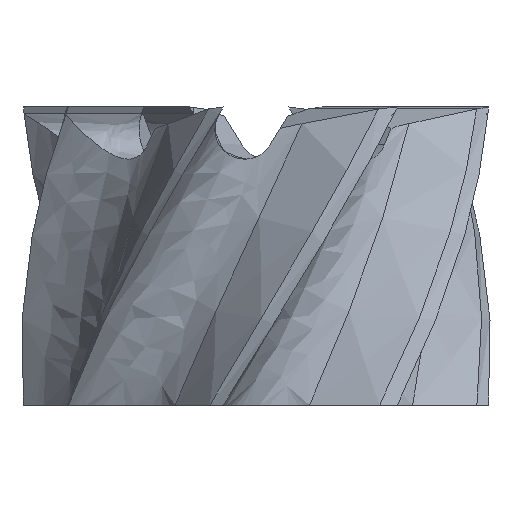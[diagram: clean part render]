
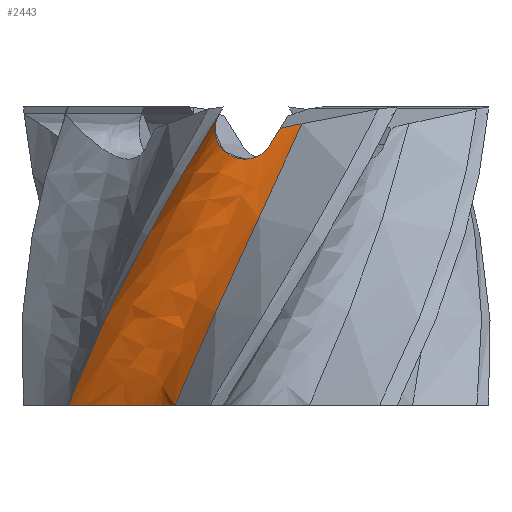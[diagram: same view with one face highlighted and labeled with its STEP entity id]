
A CAD part, front view. The second image highlights one B-rep face of the part: STEP entity #2443.
In plain terms, the highlighted free-form (B-spline) face has degree [5, 2] with [6, 3] control points.
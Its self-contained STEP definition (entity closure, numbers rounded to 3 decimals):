
#1121 = VERTEX_POINT('',#1122);
#1122 = CARTESIAN_POINT('',(2.325,-27.793,
    43.173));
#1127 = EDGE_CURVE('',#1128,#1121,#1130,.T.);
#1128 = VERTEX_POINT('',#1129);
#1129 = CARTESIAN_POINT('',(3.986,-27.677,
    45.884));
#1130 = B_SPLINE_CURVE_WITH_KNOTS('',5,(#1131,#1132,#1133,#1134,#1135,
    #1136),.UNSPECIFIED.,.F.,.F.,(6,6),(4.795,8.42),
  .PIECEWISE_BEZIER_KNOTS.);
#1131 = CARTESIAN_POINT('',(3.986,-27.677,
    45.884));
#1132 = CARTESIAN_POINT('',(3.654,-27.707,
    45.342));
#1133 = CARTESIAN_POINT('',(3.322,-27.734,
    44.8));
#1134 = CARTESIAN_POINT('',(2.99,-27.757,
    44.258));
#1135 = CARTESIAN_POINT('',(2.658,-27.777,
    43.716));
#1136 = CARTESIAN_POINT('',(2.325,-27.793,
    43.173));
#1153 = EDGE_CURVE('',#1154,#1121,#1156,.T.);
#1154 = VERTEX_POINT('',#1155);
#1155 = CARTESIAN_POINT('',(-6.161,-38.465,
    48.257));
#1156 = B_SPLINE_CURVE_WITH_KNOTS('',5,(#1157,#1158,#1159,#1160,#1161,
    #1162,#1163,#1164,#1165,#1166,#1167,#1168,#1169,#1170,#1171,#1172,
    #1173,#1174,#1175,#1176,#1177,#1178,#1179,#1180,#1181,#1182,#1183),
  .UNSPECIFIED.,.F.,.F.,(6,3,3,3,3,3,3,3,6),(0.,0.532,
    1.065,2.666,5.067,11.864,
    17.075,20.358,23.403),.UNSPECIFIED.);
#1157 = CARTESIAN_POINT('',(-6.161,-38.465,
    48.257));
#1158 = CARTESIAN_POINT('',(-6.187,-38.39,
    48.214));
#1159 = CARTESIAN_POINT('',(-6.211,-38.314,
    48.172));
#1160 = CARTESIAN_POINT('',(-6.235,-38.238,
    48.128));
#1161 = CARTESIAN_POINT('',(-6.281,-38.086,
    48.041));
#1162 = CARTESIAN_POINT('',(-6.325,-37.935,
    47.954));
#1163 = CARTESIAN_POINT('',(-6.347,-37.858,
    47.91));
#1164 = CARTESIAN_POINT('',(-6.431,-37.554,
    47.732));
#1165 = CARTESIAN_POINT('',(-6.507,-37.249,
    47.55));
#1166 = CARTESIAN_POINT('',(-6.559,-37.02,
    47.411));
#1167 = CARTESIAN_POINT('',(-6.675,-36.449,
    47.057));
#1168 = CARTESIAN_POINT('',(-6.759,-35.88,
    46.689));
#1169 = CARTESIAN_POINT('',(-6.797,-35.54,
    46.464));
#1170 = CARTESIAN_POINT('',(-6.893,-34.245,
    45.588));
#1171 = CARTESIAN_POINT('',(-6.791,-32.989,
    44.665));
#1172 = CARTESIAN_POINT('',(-6.594,-32.095,
    43.974));
#1173 = CARTESIAN_POINT('',(-5.996,-30.597,
    42.756));
#1174 = CARTESIAN_POINT('',(-4.845,-29.356,
    41.7));
#1175 = CARTESIAN_POINT('',(-4.23,-28.877,
    41.29));
#1176 = CARTESIAN_POINT('',(-2.978,-28.261,
    40.792));
#1177 = CARTESIAN_POINT('',(-1.468,-27.95,
    40.776));
#1178 = CARTESIAN_POINT('',(-0.86,-27.878,
    40.86));
#1179 = CARTESIAN_POINT('',(0.287,-27.811,
    41.217));
#1180 = CARTESIAN_POINT('',(1.279,-27.811,
    41.896));
#1181 = CARTESIAN_POINT('',(1.698,-27.812,
    42.286));
#1182 = CARTESIAN_POINT('',(2.046,-27.806,
    42.718));
#1183 = CARTESIAN_POINT('',(2.325,-27.793,
    43.173));
#2141 = VERTEX_POINT('',#2142);
#2142 = CARTESIAN_POINT('',(-13.427,-25.98,
    0.));
#2147 = EDGE_CURVE('',#2141,#2148,#2150,.T.);
#2148 = VERTEX_POINT('',#2149);
#2149 = CARTESIAN_POINT('',(-31.111,-23.444,0.));
#2150 = ( BOUNDED_CURVE() B_SPLINE_CURVE(2,(#2151,#2152,#2153),
.UNSPECIFIED.,.F.,.F.) B_SPLINE_CURVE_WITH_KNOTS((3,3),(0.497,
2.36),.PIECEWISE_BEZIER_KNOTS.) CURVE() 
GEOMETRIC_REPRESENTATION_ITEM() RATIONAL_B_SPLINE_CURVE((1.,
0.597,1.)) REPRESENTATION_ITEM('') );
#2151 = CARTESIAN_POINT('',(-13.427,-25.98,0.));
#2152 = CARTESIAN_POINT('',(-20.563,-12.817,0.));
#2153 = CARTESIAN_POINT('',(-31.111,-23.444,0.));
#2205 = EDGE_CURVE('',#2141,#2206,#2208,.T.);
#2206 = VERTEX_POINT('',#2207);
#2207 = CARTESIAN_POINT('',(7.636,-28.23,
    46.682));
#2208 = B_SPLINE_CURVE_WITH_KNOTS('',5,(#2209,#2210,#2211,#2212,#2213,
    #2214),.UNSPECIFIED.,.F.,.F.,(6,6),(0.,43.477),
  .PIECEWISE_BEZIER_KNOTS.);
#2209 = CARTESIAN_POINT('',(-13.427,-25.98,
    0.));
#2210 = CARTESIAN_POINT('',(-9.575,-27.971,
    9.337));
#2211 = CARTESIAN_POINT('',(-5.355,-29.247,
    18.674));
#2212 = CARTESIAN_POINT('',(-0.944,-29.719,
    28.008));
#2213 = CARTESIAN_POINT('',(3.451,-29.362,
    37.344));
#2214 = CARTESIAN_POINT('',(7.636,-28.23,
    46.682));
#2443 = ADVANCED_FACE('',(#2444),#2466,.F.);
#2444 = FACE_BOUND('',#2445,.F.);
#2445 = EDGE_LOOP('',(#2446,#2447,#2448,#2457,#2458,#2459));
#2446 = ORIENTED_EDGE('',*,*,#2205,.F.);
#2447 = ORIENTED_EDGE('',*,*,#2147,.T.);
#2448 = ORIENTED_EDGE('',*,*,#2449,.T.);
#2449 = EDGE_CURVE('',#2148,#1154,#2450,.T.);
#2450 = B_SPLINE_CURVE_WITH_KNOTS('',5,(#2451,#2452,#2453,#2454,#2455,
    #2456),.UNSPECIFIED.,.F.,.F.,(6,6),(0.,44.945),
  .PIECEWISE_BEZIER_KNOTS.);
#2451 = CARTESIAN_POINT('',(-31.111,-23.444,
    0.));
#2452 = CARTESIAN_POINT('',(-27.518,-28.212,
    9.652));
#2453 = CARTESIAN_POINT('',(-23.012,-32.291,
    19.304));
#2454 = CARTESIAN_POINT('',(-17.77,-35.447,
    28.953));
#2455 = CARTESIAN_POINT('',(-12.056,-37.521,
    38.605));
#2456 = CARTESIAN_POINT('',(-6.161,-38.465,
    48.257));
#2457 = ORIENTED_EDGE('',*,*,#1153,.T.);
#2458 = ORIENTED_EDGE('',*,*,#1127,.F.);
#2459 = ORIENTED_EDGE('',*,*,#2460,.F.);
#2460 = EDGE_CURVE('',#2206,#1128,#2461,.T.);
#2461 = B_SPLINE_CURVE_WITH_KNOTS('',3,(#2462,#2463,#2464,#2465),
  .UNSPECIFIED.,.F.,.F.,(4,4),(0.,4.326),
  .PIECEWISE_BEZIER_KNOTS.);
#2462 = CARTESIAN_POINT('',(7.636,-28.23,
    46.682));
#2463 = CARTESIAN_POINT('',(6.494,-27.893,
    46.474));
#2464 = CARTESIAN_POINT('',(5.253,-27.705,
    46.203));
#2465 = CARTESIAN_POINT('',(3.986,-27.677,
    45.884));
#2466 = ( BOUNDED_SURFACE() B_SPLINE_SURFACE(5,2,(
    (#2467,#2468,#2469)
    ,(#2470,#2471,#2472)
    ,(#2473,#2474,#2475)
    ,(#2476,#2477,#2478)
    ,(#2479,#2480,#2481)
    ,(#2482,#2483,#2484
)),.UNSPECIFIED.,.F.,.F.,.F.) B_SPLINE_SURFACE_WITH_KNOTS((6,6),(3,3),(
    0.,46.071),(42.378,59.146),
.PIECEWISE_BEZIER_KNOTS.) GEOMETRIC_REPRESENTATION_ITEM() 
RATIONAL_B_SPLINE_SURFACE((
    (1.,0.597,1.)
    ,(1.,0.597,1.)
    ,(1.,0.597,1.)
    ,(1.,0.597,1.)
    ,(1.,0.597,1.)
,(1.,0.597,1.))) REPRESENTATION_ITEM('') SURFACE() );
#2467 = CARTESIAN_POINT('',(-31.111,-23.444,
    0.));
#2468 = CARTESIAN_POINT('',(-20.563,-12.817,
    0.));
#2469 = CARTESIAN_POINT('',(-13.427,-25.98,
    0.));
#2470 = CARTESIAN_POINT('',(-27.428,-28.331,
    9.894));
#2471 = CARTESIAN_POINT('',(-18.549,-16.047,
    9.894));
#2472 = CARTESIAN_POINT('',(-9.346,-28.089,
    9.894));
#2473 = CARTESIAN_POINT('',(-22.786,-32.495,
    19.788));
#2474 = CARTESIAN_POINT('',(-15.902,-18.882,
    19.788));
#2475 = CARTESIAN_POINT('',(-4.85,-29.397,
    19.788));
#2476 = CARTESIAN_POINT('',(-17.374,-35.683,
    29.679));
#2477 = CARTESIAN_POINT('',(-12.724,-21.154,
    29.679));
#2478 = CARTESIAN_POINT('',(-0.152,-29.794,
    29.679));
#2479 = CARTESIAN_POINT('',(-11.481,-37.724,
    39.573));
#2480 = CARTESIAN_POINT('',(-9.185,-22.743,
    39.573));
#2481 = CARTESIAN_POINT('',(4.499,-29.259,
    39.573));
#2482 = CARTESIAN_POINT('',(-5.421,-38.576,
    49.467));
#2483 = CARTESIAN_POINT('',(-5.477,-23.603,
    49.467));
#2484 = CARTESIAN_POINT('',(8.877,-27.865,
    49.467));
